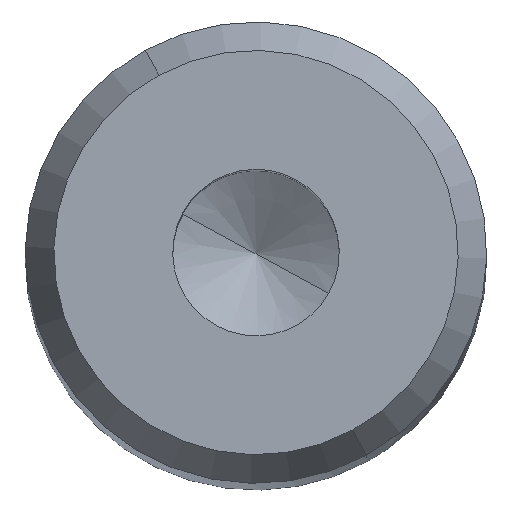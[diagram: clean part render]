
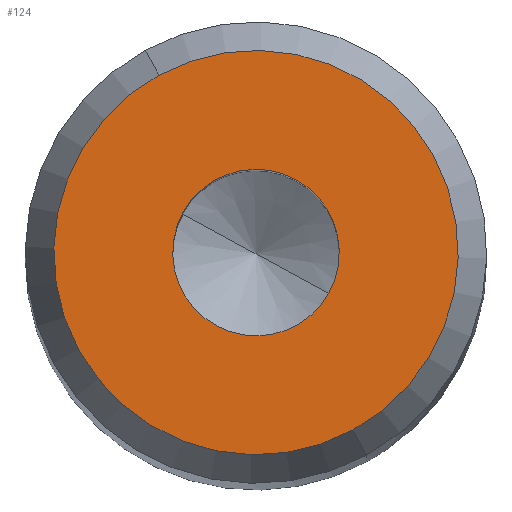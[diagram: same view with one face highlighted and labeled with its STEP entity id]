
A CAD part, top view. The second image highlights one B-rep face of the part: STEP entity #124.
In plain terms, the highlighted planar face has unit normal (0, 0, 1).
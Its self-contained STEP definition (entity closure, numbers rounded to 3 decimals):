
#83=CARTESIAN_POINT('Axis2P3D Location',(0.,-14.,250.)) ;
#88=CARTESIAN_POINT('Axis2P3D Location',(0.,0.,250.)) ;
#92=CARTESIAN_POINT('Vertex',(-5.882,10.766,250.)) ;
#94=CARTESIAN_POINT('Vertex',(5.882,-10.766,250.)) ;
#97=CARTESIAN_POINT('Axis2P3D Location',(0.,0.,250.)) ;
#106=CARTESIAN_POINT('Axis2P3D Location',(0.,0.,250.)) ;
#110=CARTESIAN_POINT('Vertex',(-4.434,2.423,250.)) ;
#112=CARTESIAN_POINT('Vertex',(4.434,-2.423,250.)) ;
#115=CARTESIAN_POINT('Axis2P3D Location',(0.,0.,250.)) ;
#84=DIRECTION('Axis2P3D Direction',(0.,0.,1.)) ;
#85=DIRECTION('Axis2P3D XDirection',(1.,0.,0.)) ;
#89=DIRECTION('Axis2P3D Direction',(0.,0.,1.)) ;
#98=DIRECTION('Axis2P3D Direction',(0.,0.,1.)) ;
#107=DIRECTION('Axis2P3D Direction',(0.,0.,1.)) ;
#116=DIRECTION('Axis2P3D Direction',(0.,0.,1.)) ;
#86=AXIS2_PLACEMENT_3D('Plane Axis2P3D',#83,#84,#85) ;
#90=AXIS2_PLACEMENT_3D('Circle Axis2P3D',#88,#89,$) ;
#99=AXIS2_PLACEMENT_3D('Circle Axis2P3D',#97,#98,$) ;
#108=AXIS2_PLACEMENT_3D('Circle Axis2P3D',#106,#107,$) ;
#117=AXIS2_PLACEMENT_3D('Circle Axis2P3D',#115,#116,$) ;
#103=ORIENTED_EDGE('',*,*,#96,.T.) ;
#104=ORIENTED_EDGE('',*,*,#101,.T.) ;
#121=ORIENTED_EDGE('',*,*,#114,.F.) ;
#122=ORIENTED_EDGE('',*,*,#119,.F.) ;
#123=FACE_BOUND('',#120,.T.) ;
#124=ADVANCED_FACE('Corps principal',(#105,#123),#87,.T.) ;
#91=CIRCLE('generated circle',#90,12.268) ;
#100=CIRCLE('generated circle',#99,12.268) ;
#109=CIRCLE('generated circle',#108,5.053) ;
#118=CIRCLE('generated circle',#117,5.053) ;
#96=EDGE_CURVE('',#93,#95,#91,.T.) ;
#101=EDGE_CURVE('',#95,#93,#100,.T.) ;
#114=EDGE_CURVE('',#111,#113,#109,.T.) ;
#119=EDGE_CURVE('',#113,#111,#118,.T.) ;
#102=EDGE_LOOP('',(#103,#104)) ;
#120=EDGE_LOOP('',(#121,#122)) ;
#105=FACE_OUTER_BOUND('',#102,.T.) ;
#87=PLANE('',#86) ;
#93=VERTEX_POINT('',#92) ;
#95=VERTEX_POINT('',#94) ;
#111=VERTEX_POINT('',#110) ;
#113=VERTEX_POINT('',#112) ;
